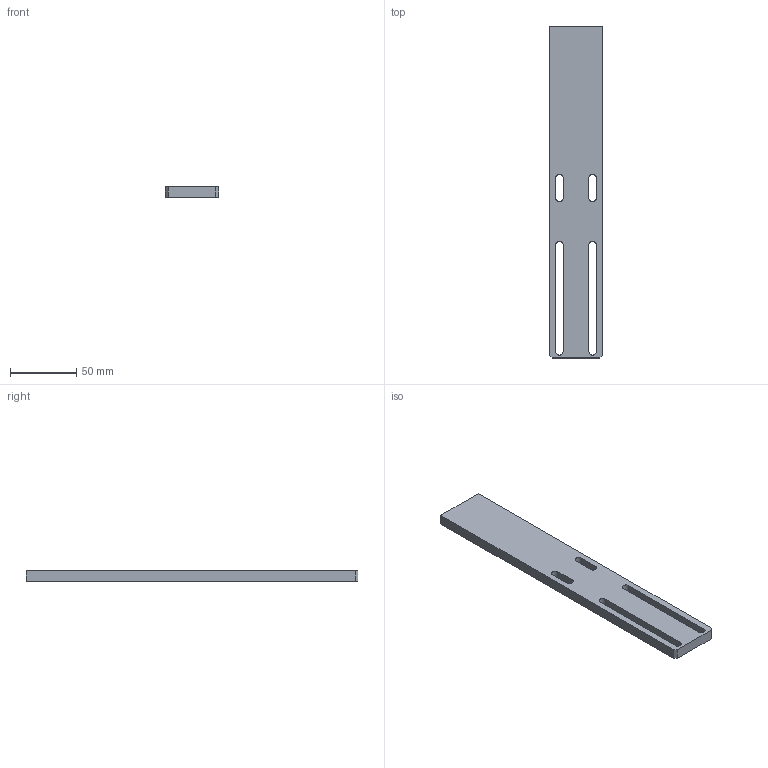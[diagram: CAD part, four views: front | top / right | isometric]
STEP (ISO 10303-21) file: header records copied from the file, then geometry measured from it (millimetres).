
FILE_DESCRIPTION (( 'STEP AP214' ), '1' );
FILE_NAME ('珘弇眈儂蜇啣.STEP', '2025-04-22T09:28:28', ( 'dingchuan' ), ( '' ), 'SwSTEP 2.0', 'SolidWorks 2024', '' );
FILE_SCHEMA (( 'AUTOMOTIVE_DESIGN' ));
Length unit declared in the file: millimetre
Products named in the file (1): 液位相机附板
Bounding box: 40 x 250 x 8 mm (x, y, z)
Volume: 70312.6 mm3; surface area: 26223 mm2
Topology: 1 solids, 1 shells, 32 faces, 86 edges, 54 vertices
Faces by surface type: plane 16, cylinder 12, cone 4
Entity records: 1013 total; most frequent: DIRECTION 172, CARTESIAN_POINT 169, ORIENTED_EDGE 164, EDGE_CURVE 82, LINE 58, VECTOR 58, AXIS2_PLACEMENT_3D 57, VERTEX_POINT 54
